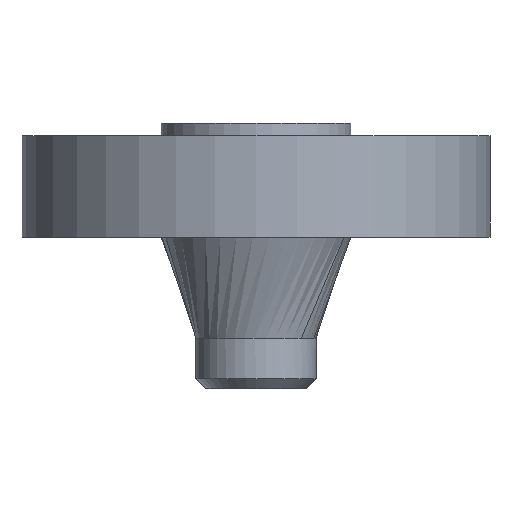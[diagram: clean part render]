
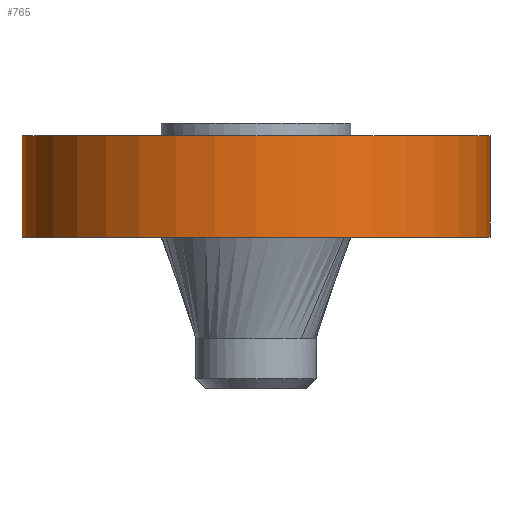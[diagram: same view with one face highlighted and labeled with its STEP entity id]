
A CAD part, front view. The second image highlights one B-rep face of the part: STEP entity #765.
In plain terms, the highlighted cylindrical face has radius 117.475 mm (diameter 234.95 mm), a partial arc.
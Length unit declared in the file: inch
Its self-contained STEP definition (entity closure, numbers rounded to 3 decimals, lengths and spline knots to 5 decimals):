
#4 = VERTEX_POINT ( 'NONE', #556 ) ;
#34 = LINE ( 'NONE', #200, #652 ) ;
#63 = EDGE_LOOP ( 'NONE', ( #208, #885, #883, #981 ) ) ;
#64 = EDGE_CURVE ( 'NONE', #190, #4, #909, .T. ) ;
#77 = CARTESIAN_POINT ( 'NONE',  ( -4.625, 0., 0. ) ) ;
#179 = AXIS2_PLACEMENT_3D ( 'NONE', #1102, #784, #424 ) ;
#190 = VERTEX_POINT ( 'NONE', #77 ) ;
#195 = DIRECTION ( 'NONE',  ( 0., 0., 1. ) ) ;
#200 = CARTESIAN_POINT ( 'NONE',  ( 4.625, 0., -15.08148 ) ) ;
#208 = ORIENTED_EDGE ( 'NONE', *, *, #359, .F. ) ;
#227 = DIRECTION ( 'NONE',  ( 1., 0., 0. ) ) ;
#234 = CIRCLE ( 'NONE', #179, 4.625 ) ;
#293 = LINE ( 'NONE', #554, #912 ) ;
#359 = EDGE_CURVE ( 'NONE', #612, #190, #293, .T. ) ;
#360 = VERTEX_POINT ( 'NONE', #882 ) ;
#392 = DIRECTION ( 'NONE',  ( 0., 0., 1. ) ) ;
#416 = AXIS2_PLACEMENT_3D ( 'NONE', #1056, #879, #980 ) ;
#424 = DIRECTION ( 'NONE',  ( 1., 0., 0. ) ) ;
#458 = CYLINDRICAL_SURFACE ( 'NONE', #416, 4.625 ) ;
#523 = CARTESIAN_POINT ( 'NONE',  ( -4.625, 0., -2. ) ) ;
#554 = CARTESIAN_POINT ( 'NONE',  ( -4.625, 0., -15.08148 ) ) ;
#556 = CARTESIAN_POINT ( 'NONE',  ( 4.625, 0., 0. ) ) ;
#612 = VERTEX_POINT ( 'NONE', #523 ) ;
#652 = VECTOR ( 'NONE', #195, 39.37008 ) ;
#678 = EDGE_CURVE ( 'NONE', #360, #612, #234, .T. ) ;
#749 = CARTESIAN_POINT ( 'NONE',  ( 0., 0., 0. ) ) ;
#765 = ADVANCED_FACE ( 'NONE', ( #796 ), #458, .T. ) ;
#784 = DIRECTION ( 'NONE',  ( 0., 0., -1. ) ) ;
#786 = EDGE_CURVE ( 'NONE', #360, #4, #34, .T. ) ;
#796 = FACE_OUTER_BOUND ( 'NONE', #63, .T. ) ;
#879 = DIRECTION ( 'NONE',  ( 0., 0., 1. ) ) ;
#882 = CARTESIAN_POINT ( 'NONE',  ( 4.625, 0., -2. ) ) ;
#883 = ORIENTED_EDGE ( 'NONE', *, *, #786, .T. ) ;
#885 = ORIENTED_EDGE ( 'NONE', *, *, #678, .F. ) ;
#909 = CIRCLE ( 'NONE', #925, 4.625 ) ;
#912 = VECTOR ( 'NONE', #963, 39.37008 ) ;
#925 = AXIS2_PLACEMENT_3D ( 'NONE', #749, #392, #227 ) ;
#963 = DIRECTION ( 'NONE',  ( 0., 0., 1. ) ) ;
#980 = DIRECTION ( 'NONE',  ( 1., 0., 0. ) ) ;
#981 = ORIENTED_EDGE ( 'NONE', *, *, #64, .F. ) ;
#1056 = CARTESIAN_POINT ( 'NONE',  ( 0., 0., -15.08148 ) ) ;
#1102 = CARTESIAN_POINT ( 'NONE',  ( 0., 0., -2. ) ) ;
